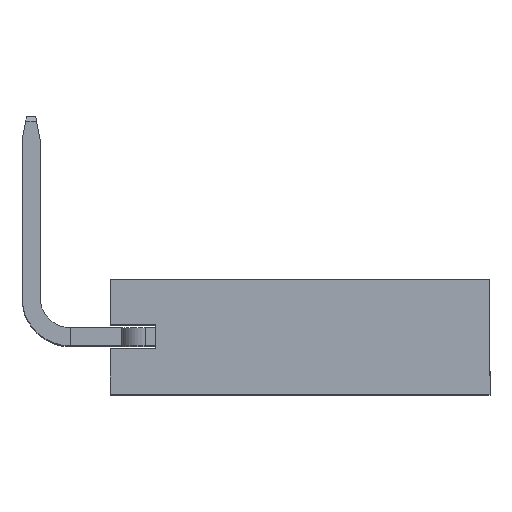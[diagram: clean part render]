
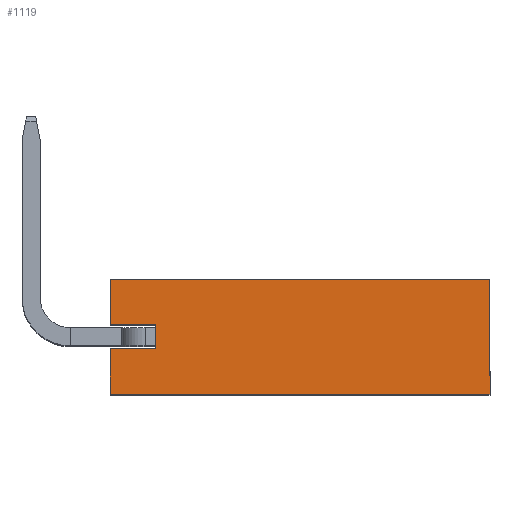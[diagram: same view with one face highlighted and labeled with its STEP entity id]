
A CAD part, top view. The second image highlights one B-rep face of the part: STEP entity #1119.
In plain terms, the highlighted planar face has unit normal (0, 0, 1).
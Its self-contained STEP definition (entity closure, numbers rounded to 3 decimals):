
#18 = CARTESIAN_POINT ( 'NONE',  ( 0., 0., 2.54 ) ) ;
#87 = DIRECTION ( 'NONE',  ( 0., 1., 0. ) ) ;
#116 = VERTEX_POINT ( 'NONE', #1453 ) ;
#126 = VECTOR ( 'NONE', #1391, 1000. ) ;
#137 = ORIENTED_EDGE ( 'NONE', *, *, #1099, .T. ) ;
#139 = EDGE_CURVE ( 'NONE', #116, #1515, #1598, .T. ) ;
#171 = LINE ( 'NONE', #887, #1639 ) ;
#296 = VECTOR ( 'NONE', #1365, 1000. ) ;
#307 = ORIENTED_EDGE ( 'NONE', *, *, #1339, .F. ) ;
#314 = ORIENTED_EDGE ( 'NONE', *, *, #659, .T. ) ;
#328 = LINE ( 'NONE', #1543, #1938 ) ;
#369 = DIRECTION ( 'NONE',  ( -1., 0., 0. ) ) ;
#398 = EDGE_LOOP ( 'NONE', ( #911, #307, #1792, #1285, #314, #935, #137, #1924 ) ) ;
#410 = VECTOR ( 'NONE', #369, 1000. ) ;
#415 = CARTESIAN_POINT ( 'NONE',  ( 1., 1.54, 2.54 ) ) ;
#516 = CARTESIAN_POINT ( 'NONE',  ( 0., 2.54, 2.54 ) ) ;
#572 = CARTESIAN_POINT ( 'NONE',  ( 0., 1.54, 2.54 ) ) ;
#614 = VECTOR ( 'NONE', #1399, 1000. ) ;
#631 = DIRECTION ( 'NONE',  ( -1., 0., 0. ) ) ;
#658 = FACE_OUTER_BOUND ( 'NONE', #398, .T. ) ;
#659 = EDGE_CURVE ( 'NONE', #1515, #2067, #1192, .T. ) ;
#853 = VECTOR ( 'NONE', #1167, 1000. ) ;
#885 = CARTESIAN_POINT ( 'NONE',  ( 0., 0., 2.54 ) ) ;
#887 = CARTESIAN_POINT ( 'NONE',  ( 0., 0., 2.54 ) ) ;
#911 = ORIENTED_EDGE ( 'NONE', *, *, #2074, .T. ) ;
#931 = VERTEX_POINT ( 'NONE', #1666 ) ;
#935 = ORIENTED_EDGE ( 'NONE', *, *, #1036, .T. ) ;
#1036 = EDGE_CURVE ( 'NONE', #2067, #931, #1433, .T. ) ;
#1056 = CARTESIAN_POINT ( 'NONE',  ( 0., 0., 2.54 ) ) ;
#1067 = VERTEX_POINT ( 'NONE', #1572 ) ;
#1076 = PLANE ( 'NONE',  #1649 ) ;
#1099 = EDGE_CURVE ( 'NONE', #931, #1067, #328, .T. ) ;
#1108 = LINE ( 'NONE', #516, #853 ) ;
#1119 = ADVANCED_FACE ( 'NONE', ( #658 ), #1076, .F. ) ;
#1167 = DIRECTION ( 'NONE',  ( -1., 0., 0. ) ) ;
#1192 = LINE ( 'NONE', #18, #296 ) ;
#1203 = CARTESIAN_POINT ( 'NONE',  ( 0., 0., 2.54 ) ) ;
#1220 = DIRECTION ( 'NONE',  ( 0., -1., 0. ) ) ;
#1231 = DIRECTION ( 'NONE',  ( 0., 0., -1. ) ) ;
#1252 = EDGE_CURVE ( 'NONE', #116, #1922, #1857, .T. ) ;
#1285 = ORIENTED_EDGE ( 'NONE', *, *, #139, .T. ) ;
#1339 = EDGE_CURVE ( 'NONE', #1922, #2093, #1420, .T. ) ;
#1365 = DIRECTION ( 'NONE',  ( 0., -1., 0. ) ) ;
#1391 = DIRECTION ( 'NONE',  ( 0., 1., 0. ) ) ;
#1399 = DIRECTION ( 'NONE',  ( 1., 0., 0. ) ) ;
#1420 = LINE ( 'NONE', #1587, #1728 ) ;
#1433 = LINE ( 'NONE', #885, #614 ) ;
#1453 = CARTESIAN_POINT ( 'NONE',  ( 1., 1., 2.54 ) ) ;
#1515 = VERTEX_POINT ( 'NONE', #1952 ) ;
#1543 = CARTESIAN_POINT ( 'NONE',  ( 8.4, 0., 2.54 ) ) ;
#1566 = DIRECTION ( 'NONE',  ( -1., 0., 0. ) ) ;
#1572 = CARTESIAN_POINT ( 'NONE',  ( 8.4, 2.54, 2.54 ) ) ;
#1587 = CARTESIAN_POINT ( 'NONE',  ( 1., 1.54, 2.54 ) ) ;
#1598 = LINE ( 'NONE', #1950, #410 ) ;
#1619 = EDGE_CURVE ( 'NONE', #1067, #2043, #1108, .T. ) ;
#1639 = VECTOR ( 'NONE', #1220, 1000. ) ;
#1649 = AXIS2_PLACEMENT_3D ( 'NONE', #1056, #1231, #1566 ) ;
#1666 = CARTESIAN_POINT ( 'NONE',  ( 8.4, 0., 2.54 ) ) ;
#1683 = CARTESIAN_POINT ( 'NONE',  ( 0., 2.54, 2.54 ) ) ;
#1728 = VECTOR ( 'NONE', #631, 1000. ) ;
#1792 = ORIENTED_EDGE ( 'NONE', *, *, #1252, .F. ) ;
#1857 = LINE ( 'NONE', #415, #126 ) ;
#1922 = VERTEX_POINT ( 'NONE', #1951 ) ;
#1924 = ORIENTED_EDGE ( 'NONE', *, *, #1619, .T. ) ;
#1938 = VECTOR ( 'NONE', #87, 1000. ) ;
#1950 = CARTESIAN_POINT ( 'NONE',  ( 1., 1., 2.54 ) ) ;
#1951 = CARTESIAN_POINT ( 'NONE',  ( 1., 1.54, 2.54 ) ) ;
#1952 = CARTESIAN_POINT ( 'NONE',  ( 0., 1., 2.54 ) ) ;
#2043 = VERTEX_POINT ( 'NONE', #1683 ) ;
#2067 = VERTEX_POINT ( 'NONE', #1203 ) ;
#2074 = EDGE_CURVE ( 'NONE', #2043, #2093, #171, .T. ) ;
#2093 = VERTEX_POINT ( 'NONE', #572 ) ;
